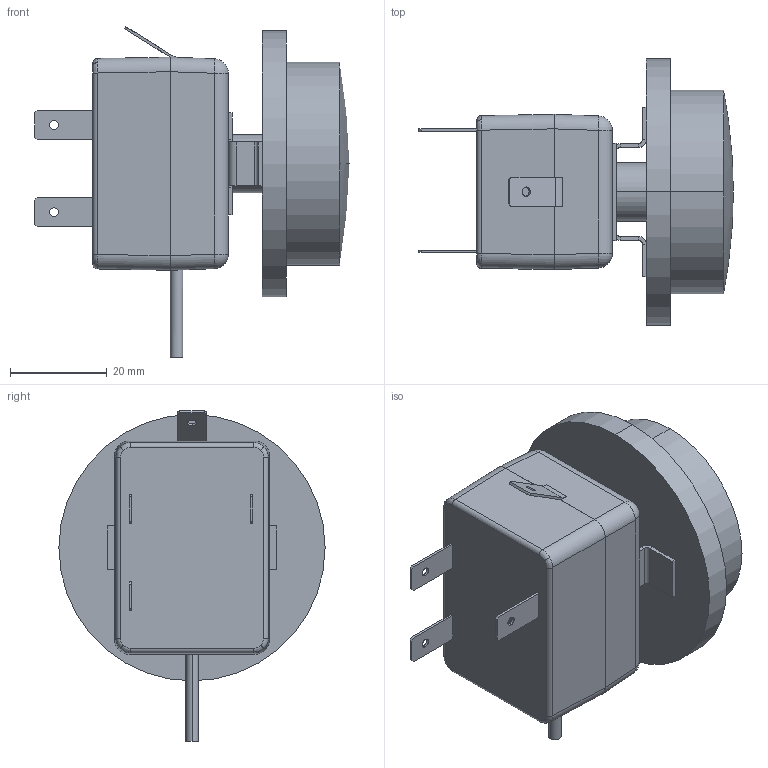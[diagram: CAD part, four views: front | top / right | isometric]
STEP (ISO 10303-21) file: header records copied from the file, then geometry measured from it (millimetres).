
FILE_DESCRIPTION (( 'STEP AP214' ), '1' );
FILE_NAME ('Termostat kapilarni TKR 100.STEP', '2013-02-19T13:09:49', ( 'Uzivatel' ), ( '' ), 'SwSTEP 2.0', 'SolidWorks 2012', '' );
FILE_SCHEMA (( 'AUTOMOTIVE_DESIGN' ));
Length unit declared in the file: millimetre
Products named in the file (1): Termostat kapilarni TKR 100
Bounding box: 65 x 55 x 68.32 mm (x, y, z)
Volume: 68155.9 mm3; surface area: 18832.7 mm2
Topology: 8 solids, 8 shells, 145 faces, 328 edges, 201 vertices
Faces by surface type: plane 90, cylinder 41, bspline 8, sphere 6
Entity records: 4191 total; most frequent: CARTESIAN_POINT 889, ORIENTED_EDGE 656, DIRECTION 654, EDGE_CURVE 328, LINE 226, VECTOR 226, AXIS2_PLACEMENT_3D 214, VERTEX_POINT 201
